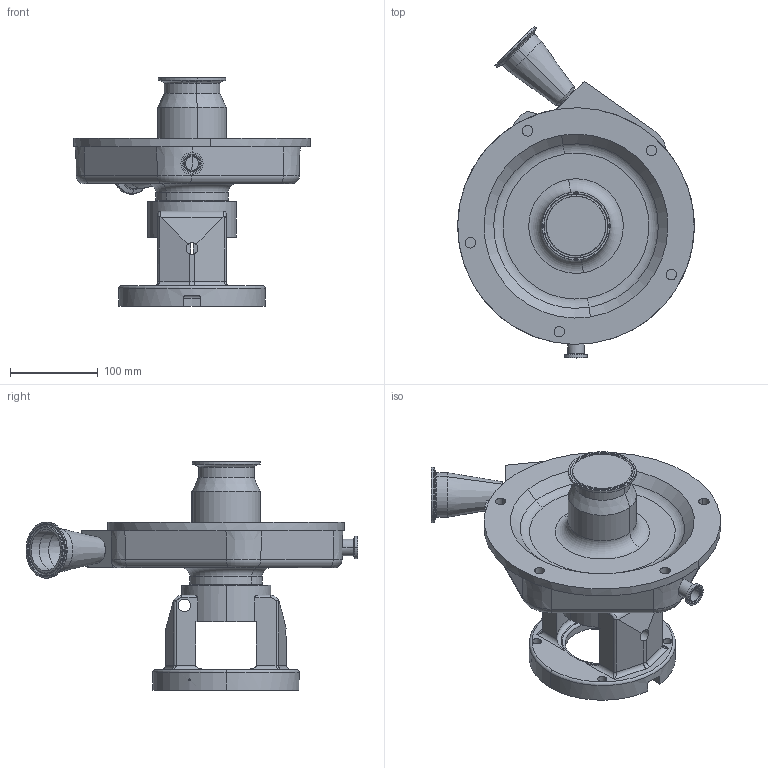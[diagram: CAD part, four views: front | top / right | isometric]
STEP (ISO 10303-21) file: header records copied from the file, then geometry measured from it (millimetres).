
FILE_DESCRIPTION (( 'STEP AP214' ), '1' );
FILE_NAME ('FPX 741-742 140TC 45L 3-4 In STRAIGHT DRAIN.STEP', '2022-12-16T17:58:17', ( '' ), ( '' ), 'SwSTEP 2.0', 'SolidWorks 2021', '' );
FILE_SCHEMA (( 'AUTOMOTIVE_DESIGN' ));
Length unit declared in the file: millimetre
Products named in the file (2): FPX 741-742 140TC 45L 3-4 In STRAIGHT DRAIN; FPX 740 140TC 45L 3-4 In STRAIGHT CASING DRAIN^1275000079.STEP
Assembly tree (1 placements, depth 2):
  FPX 741-742 140TC 45L 3-4 In STRAIGHT DRAIN
    FPX 740 140TC 45L 3-4 In STRAIGHT CASING DRAIN^1275000079.STEP
Bounding box: 269.96 x 378.86 x 261 mm (x, y, z)
Volume: 3449937.6 mm3; surface area: 416365.1 mm2
Topology: 1 solids, 2 shells, 353 faces, 863 edges, 518 vertices
Faces by surface type: cylinder 144, torus 80, plane 72, cone 49, bspline 7, sphere 1
Entity records: 15152 total; most frequent: CARTESIAN_POINT 6654, DIRECTION 1917, ORIENTED_EDGE 1710, EDGE_CURVE 855, AXIS2_PLACEMENT_3D 797, VERTEX_POINT 518, CIRCLE 447, EDGE_LOOP 389
